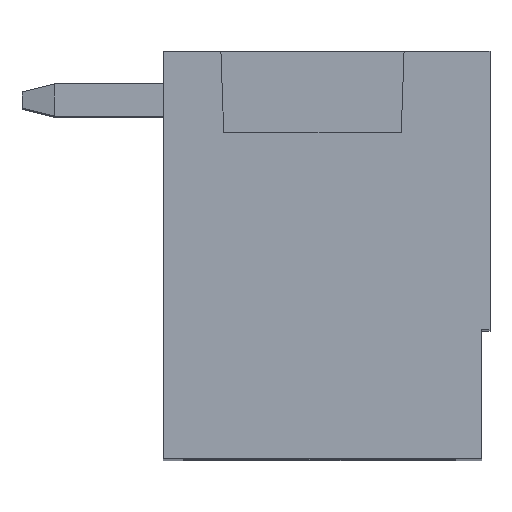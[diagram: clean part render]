
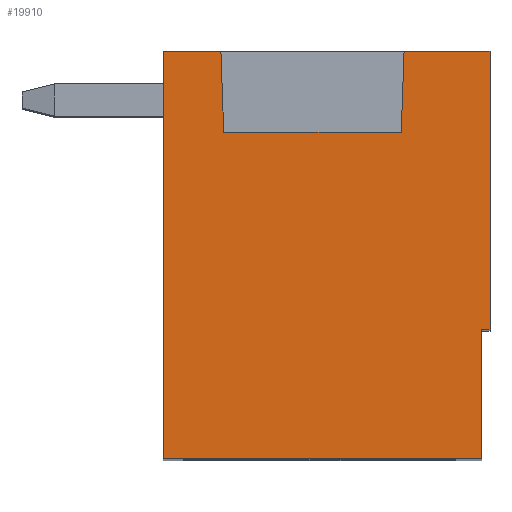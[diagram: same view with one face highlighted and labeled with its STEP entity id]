
A CAD part, top view. The second image highlights one B-rep face of the part: STEP entity #19910.
In plain terms, the highlighted planar face has unit normal (0, 0, 1).
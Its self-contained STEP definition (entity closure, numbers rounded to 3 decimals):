
#5337=DIRECTION('',(0.,-1.,0.));
#5338=VECTOR('',#5337,10.1);
#5339=CARTESIAN_POINT('',(-3.9,10.1,20.95));
#5340=LINE('',#5339,#5338);
#5344=DIRECTION('',(-1.,0.,0.));
#5345=VECTOR('',#5344,1.43);
#5346=CARTESIAN_POINT('',(-2.47,10.1,20.95));
#5347=LINE('',#5346,#5345);
#5351=DIRECTION('',(-0.035,0.999,0.));
#5352=VECTOR('',#5351,2.001);
#5353=CARTESIAN_POINT('',(-2.4,8.1,20.95));
#5354=LINE('',#5353,#5352);
#5358=DIRECTION('',(-1.,0.,0.));
#5359=VECTOR('',#5358,4.4);
#5360=CARTESIAN_POINT('',(2.,8.1,20.95));
#5361=LINE('',#5360,#5359);
#5365=DIRECTION('',(0.035,0.999,0.));
#5366=VECTOR('',#5365,2.001);
#5367=CARTESIAN_POINT('',(2.,8.1,20.95));
#5368=LINE('',#5367,#5366);
#5372=DIRECTION('',(-1.,0.,0.));
#5373=VECTOR('',#5372,2.13);
#5374=CARTESIAN_POINT('',(4.2,10.1,20.95));
#5375=LINE('',#5374,#5373);
#5379=DIRECTION('',(0.,1.,0.));
#5380=VECTOR('',#5379,6.9);
#5381=CARTESIAN_POINT('',(4.2,3.2,20.95));
#5382=LINE('',#5381,#5380);
#5386=DIRECTION('',(1.,0.,0.));
#5387=VECTOR('',#5386,0.2);
#5388=CARTESIAN_POINT('',(4.,3.2,20.95));
#5389=LINE('',#5388,#5387);
#5393=DIRECTION('',(0.,1.,0.));
#5394=VECTOR('',#5393,3.2);
#5395=CARTESIAN_POINT('',(4.,0.,20.95));
#5396=LINE('',#5395,#5394);
#5400=DIRECTION('',(1.,0.,0.));
#5401=VECTOR('',#5400,7.9);
#5402=CARTESIAN_POINT('',(-3.9,0.,20.95));
#5403=LINE('',#5402,#5401);
#13203=CARTESIAN_POINT('',(-3.9,10.1,20.95));
#13204=CARTESIAN_POINT('',(-3.9,0.,20.95));
#13205=VERTEX_POINT('',#13203);
#13206=VERTEX_POINT('',#13204);
#13207=CARTESIAN_POINT('',(4.,0.,20.95));
#13208=VERTEX_POINT('',#13207);
#13209=CARTESIAN_POINT('',(4.,3.2,20.95));
#13210=VERTEX_POINT('',#13209);
#13211=CARTESIAN_POINT('',(4.2,3.2,20.95));
#13212=VERTEX_POINT('',#13211);
#13213=CARTESIAN_POINT('',(4.2,10.1,20.95));
#13214=VERTEX_POINT('',#13213);
#13215=CARTESIAN_POINT('',(2.07,10.1,20.95));
#13216=VERTEX_POINT('',#13215);
#13217=CARTESIAN_POINT('',(-2.47,10.1,20.95));
#13218=VERTEX_POINT('',#13217);
#13219=CARTESIAN_POINT('',(2.,8.1,20.95));
#13220=CARTESIAN_POINT('',(-2.4,8.1,20.95));
#13221=VERTEX_POINT('',#13219);
#13222=VERTEX_POINT('',#13220);
#19890=CARTESIAN_POINT('',(-8.3,14.729,20.95));
#19891=DIRECTION('',(0.,0.,1.));
#19892=DIRECTION('',(0.,-1.,0.));
#19893=AXIS2_PLACEMENT_3D('',#19890,#19891,#19892);
#19894=PLANE('',#19893);
#19895=ORIENTED_EDGE('',*,*,#18762,.F.);
#19896=ORIENTED_EDGE('',*,*,#18874,.F.);
#19898=ORIENTED_EDGE('',*,*,#19897,.F.);
#19900=ORIENTED_EDGE('',*,*,#19899,.F.);
#19902=ORIENTED_EDGE('',*,*,#19901,.T.);
#19903=ORIENTED_EDGE('',*,*,#18866,.F.);
#19904=ORIENTED_EDGE('',*,*,#19817,.F.);
#19905=ORIENTED_EDGE('',*,*,#19844,.F.);
#19906=ORIENTED_EDGE('',*,*,#19870,.F.);
#19907=ORIENTED_EDGE('',*,*,#17479,.F.);
#19908=EDGE_LOOP('',(#19895,#19896,#19898,#19900,#19902,#19903,#19904,#19905,
#19906,#19907));
#19909=FACE_OUTER_BOUND('',#19908,.F.);
#19910=ADVANCED_FACE('',(#19909),#19894,.T.);
#17479=EDGE_CURVE('',#13206,#13208,#5403,.T.);
#18762=EDGE_CURVE('',#13205,#13206,#5340,.T.);
#18866=EDGE_CURVE('',#13214,#13216,#5375,.T.);
#18874=EDGE_CURVE('',#13218,#13205,#5347,.T.);
#19817=EDGE_CURVE('',#13212,#13214,#5382,.T.);
#19844=EDGE_CURVE('',#13210,#13212,#5389,.T.);
#19870=EDGE_CURVE('',#13208,#13210,#5396,.T.);
#19897=EDGE_CURVE('',#13222,#13218,#5354,.T.);
#19899=EDGE_CURVE('',#13221,#13222,#5361,.T.);
#19901=EDGE_CURVE('',#13221,#13216,#5368,.T.);
